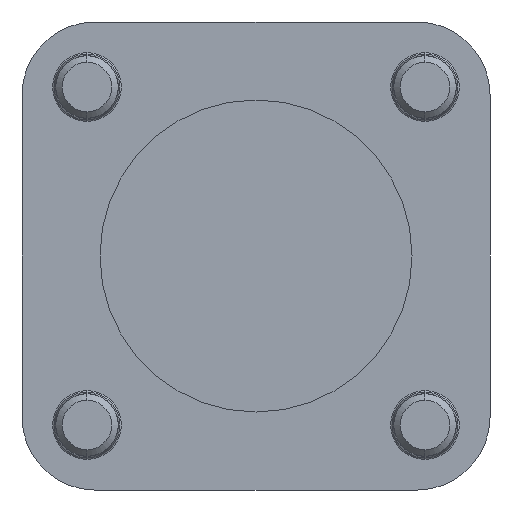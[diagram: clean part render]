
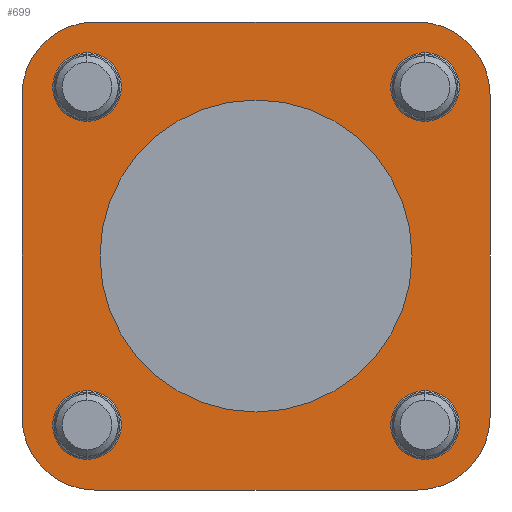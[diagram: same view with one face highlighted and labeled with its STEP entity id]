
A CAD part, left-side view. The second image highlights one B-rep face of the part: STEP entity #699.
In plain terms, the highlighted planar face has unit normal (-1, 0, 0).
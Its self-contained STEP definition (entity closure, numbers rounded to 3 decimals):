
#524=CARTESIAN_POINT('',(0.,-15.5,15.5));
#525=DIRECTION('',(1.,0.,0.));
#526=DIRECTION('',(0.,0.,-1.));
#527=AXIS2_PLACEMENT_3D('',#524,#525,#526);
#528=PLANE('',#527);
#529=CARTESIAN_POINT('',(0.,-0.,-15.));
#530=VERTEX_POINT('',#529);
#531=CARTESIAN_POINT('',(0.,0.,15.));
#532=VERTEX_POINT('',#531);
#533=CARTESIAN_POINT('',(0.,0.,0.));
#534=DIRECTION('',(1.,0.,0.));
#535=DIRECTION('',(0.,0.,-1.));
#536=AXIS2_PLACEMENT_3D('',#533,#534,#535);
#537=CIRCLE('',#536,15.);
#538=EDGE_CURVE('',#530,#532,#537,.T.);
#539=ORIENTED_EDGE('',*,*,#538,.T.);
#540=CARTESIAN_POINT('',(0.,0.,0.));
#541=DIRECTION('',(1.,0.,0.));
#542=DIRECTION('',(0.,0.,-1.));
#543=AXIS2_PLACEMENT_3D('',#540,#541,#542);
#544=CIRCLE('',#543,15.);
#545=EDGE_CURVE('',#532,#530,#544,.T.);
#546=ORIENTED_EDGE('',*,*,#545,.T.);
#547=EDGE_LOOP('',(#539,#546));
#548=FACE_BOUND('',#547,.T.);
#549=CARTESIAN_POINT('',(0.,16.25,12.95));
#550=VERTEX_POINT('',#549);
#551=CARTESIAN_POINT('',(0.,16.25,19.55));
#552=VERTEX_POINT('',#551);
#553=CARTESIAN_POINT('',(0.,16.25,16.25));
#554=DIRECTION('',(1.,0.,0.));
#555=DIRECTION('',(0.,0.,-1.));
#556=AXIS2_PLACEMENT_3D('',#553,#554,#555);
#557=CIRCLE('',#556,3.3);
#558=EDGE_CURVE('',#550,#552,#557,.T.);
#559=ORIENTED_EDGE('',*,*,#558,.T.);
#560=CARTESIAN_POINT('',(0.,16.25,16.25));
#561=DIRECTION('',(1.,0.,0.));
#562=DIRECTION('',(0.,0.,-1.));
#563=AXIS2_PLACEMENT_3D('',#560,#561,#562);
#564=CIRCLE('',#563,3.3);
#565=EDGE_CURVE('',#552,#550,#564,.T.);
#566=ORIENTED_EDGE('',*,*,#565,.T.);
#567=EDGE_LOOP('',(#559,#566));
#568=FACE_BOUND('',#567,.T.);
#569=CARTESIAN_POINT('',(0.,-16.25,12.95));
#570=VERTEX_POINT('',#569);
#571=CARTESIAN_POINT('',(0.,-16.25,19.55));
#572=VERTEX_POINT('',#571);
#573=CARTESIAN_POINT('',(0.,-16.25,16.25));
#574=DIRECTION('',(1.,0.,0.));
#575=DIRECTION('',(0.,0.,-1.));
#576=AXIS2_PLACEMENT_3D('',#573,#574,#575);
#577=CIRCLE('',#576,3.3);
#578=EDGE_CURVE('',#570,#572,#577,.T.);
#579=ORIENTED_EDGE('',*,*,#578,.T.);
#580=CARTESIAN_POINT('',(0.,-16.25,16.25));
#581=DIRECTION('',(1.,0.,0.));
#582=DIRECTION('',(0.,0.,-1.));
#583=AXIS2_PLACEMENT_3D('',#580,#581,#582);
#584=CIRCLE('',#583,3.3);
#585=EDGE_CURVE('',#572,#570,#584,.T.);
#586=ORIENTED_EDGE('',*,*,#585,.T.);
#587=EDGE_LOOP('',(#579,#586));
#588=FACE_BOUND('',#587,.T.);
#589=CARTESIAN_POINT('',(0.,16.25,-19.55));
#590=VERTEX_POINT('',#589);
#591=CARTESIAN_POINT('',(0.,16.25,-12.95));
#592=VERTEX_POINT('',#591);
#593=CARTESIAN_POINT('',(0.,16.25,-16.25));
#594=DIRECTION('',(1.,0.,0.));
#595=DIRECTION('',(0.,0.,-1.));
#596=AXIS2_PLACEMENT_3D('',#593,#594,#595);
#597=CIRCLE('',#596,3.3);
#598=EDGE_CURVE('',#590,#592,#597,.T.);
#599=ORIENTED_EDGE('',*,*,#598,.T.);
#600=CARTESIAN_POINT('',(0.,16.25,-16.25));
#601=DIRECTION('',(1.,0.,0.));
#602=DIRECTION('',(0.,0.,-1.));
#603=AXIS2_PLACEMENT_3D('',#600,#601,#602);
#604=CIRCLE('',#603,3.3);
#605=EDGE_CURVE('',#592,#590,#604,.T.);
#606=ORIENTED_EDGE('',*,*,#605,.T.);
#607=EDGE_LOOP('',(#599,#606));
#608=FACE_BOUND('',#607,.T.);
#609=CARTESIAN_POINT('',(0.,-16.25,-19.55));
#610=VERTEX_POINT('',#609);
#611=CARTESIAN_POINT('',(0.,-16.25,-12.95));
#612=VERTEX_POINT('',#611);
#613=CARTESIAN_POINT('',(0.,-16.25,-16.25));
#614=DIRECTION('',(1.,0.,0.));
#615=DIRECTION('',(0.,0.,-1.));
#616=AXIS2_PLACEMENT_3D('',#613,#614,#615);
#617=CIRCLE('',#616,3.3);
#618=EDGE_CURVE('',#610,#612,#617,.T.);
#619=ORIENTED_EDGE('',*,*,#618,.T.);
#620=CARTESIAN_POINT('',(0.,-16.25,-16.25));
#621=DIRECTION('',(1.,0.,0.));
#622=DIRECTION('',(0.,0.,-1.));
#623=AXIS2_PLACEMENT_3D('',#620,#621,#622);
#624=CIRCLE('',#623,3.3);
#625=EDGE_CURVE('',#612,#610,#624,.T.);
#626=ORIENTED_EDGE('',*,*,#625,.T.);
#627=EDGE_LOOP('',(#619,#626));
#628=FACE_BOUND('',#627,.T.);
#629=CARTESIAN_POINT('',(0.,15.5,22.5));
#630=VERTEX_POINT('',#629);
#631=CARTESIAN_POINT('',(0.,-15.5,22.5));
#632=VERTEX_POINT('',#631);
#633=CARTESIAN_POINT('',(0.,15.5,22.5));
#634=DIRECTION('',(0.,-1.,0.));
#635=VECTOR('',#634,31.);
#636=LINE('',#633,#635);
#637=EDGE_CURVE('',#630,#632,#636,.T.);
#638=ORIENTED_EDGE('',*,*,#637,.F.);
#639=CARTESIAN_POINT('',(0.,22.5,15.5));
#640=VERTEX_POINT('',#639);
#641=CARTESIAN_POINT('',(0.,15.5,15.5));
#642=DIRECTION('',(1.,0.,0.));
#643=DIRECTION('',(0.,0.,-1.));
#644=AXIS2_PLACEMENT_3D('',#641,#642,#643);
#645=CIRCLE('',#644,7.);
#646=EDGE_CURVE('',#640,#630,#645,.T.);
#647=ORIENTED_EDGE('',*,*,#646,.F.);
#648=CARTESIAN_POINT('',(0.,22.5,-15.5));
#649=VERTEX_POINT('',#648);
#650=CARTESIAN_POINT('',(0.,22.5,-15.5));
#651=DIRECTION('',(0.,0.,1.));
#652=VECTOR('',#651,31.);
#653=LINE('',#650,#652);
#654=EDGE_CURVE('',#649,#640,#653,.T.);
#655=ORIENTED_EDGE('',*,*,#654,.F.);
#656=CARTESIAN_POINT('',(0.,15.5,-22.5));
#657=VERTEX_POINT('',#656);
#658=CARTESIAN_POINT('',(0.,15.5,-15.5));
#659=DIRECTION('',(1.,0.,0.));
#660=DIRECTION('',(0.,0.,-1.));
#661=AXIS2_PLACEMENT_3D('',#658,#659,#660);
#662=CIRCLE('',#661,7.);
#663=EDGE_CURVE('',#657,#649,#662,.T.);
#664=ORIENTED_EDGE('',*,*,#663,.F.);
#665=CARTESIAN_POINT('',(0.,-15.5,-22.5));
#666=VERTEX_POINT('',#665);
#667=CARTESIAN_POINT('',(0.,-15.5,-22.5));
#668=DIRECTION('',(0.,1.,0.));
#669=VECTOR('',#668,31.);
#670=LINE('',#667,#669);
#671=EDGE_CURVE('',#666,#657,#670,.T.);
#672=ORIENTED_EDGE('',*,*,#671,.F.);
#673=CARTESIAN_POINT('',(0.,-22.5,-15.5));
#674=VERTEX_POINT('',#673);
#675=CARTESIAN_POINT('',(0.,-15.5,-15.5));
#676=DIRECTION('',(1.,0.,0.));
#677=DIRECTION('',(0.,0.,-1.));
#678=AXIS2_PLACEMENT_3D('',#675,#676,#677);
#679=CIRCLE('',#678,7.);
#680=EDGE_CURVE('',#674,#666,#679,.T.);
#681=ORIENTED_EDGE('',*,*,#680,.F.);
#682=CARTESIAN_POINT('',(0.,-22.5,15.5));
#683=VERTEX_POINT('',#682);
#684=CARTESIAN_POINT('',(0.,-22.5,15.5));
#685=DIRECTION('',(0.,0.,-1.));
#686=VECTOR('',#685,31.);
#687=LINE('',#684,#686);
#688=EDGE_CURVE('',#683,#674,#687,.T.);
#689=ORIENTED_EDGE('',*,*,#688,.F.);
#690=CARTESIAN_POINT('',(0.,-15.5,15.5));
#691=DIRECTION('',(1.,0.,0.));
#692=DIRECTION('',(0.,0.,-1.));
#693=AXIS2_PLACEMENT_3D('',#690,#691,#692);
#694=CIRCLE('',#693,7.);
#695=EDGE_CURVE('',#632,#683,#694,.T.);
#696=ORIENTED_EDGE('',*,*,#695,.F.);
#697=EDGE_LOOP('',(#638,#647,#655,#664,#672,#681,#689,#696));
#698=FACE_BOUND('',#697,.T.);
#699=ADVANCED_FACE('',(#548,#568,#588,#608,#628,#698),#528,.F.);
